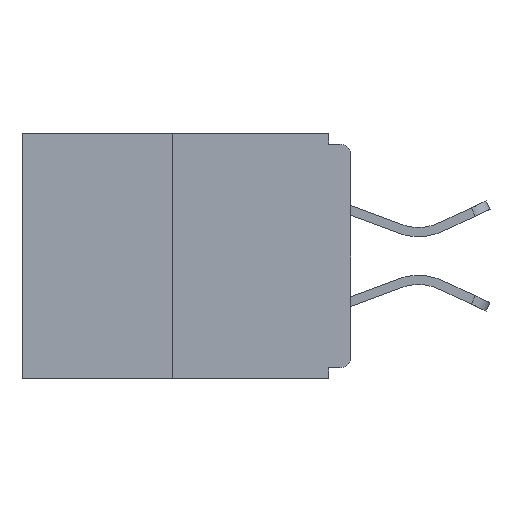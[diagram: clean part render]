
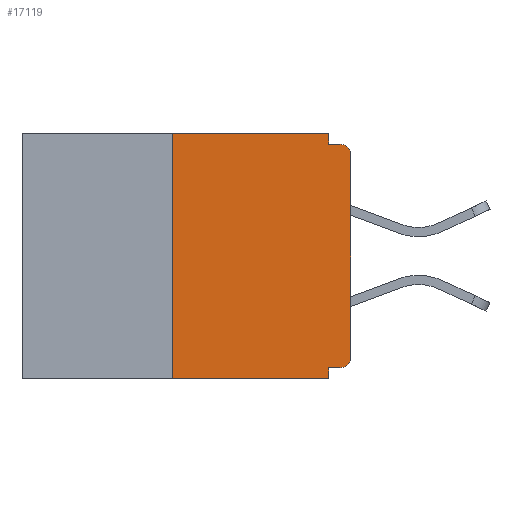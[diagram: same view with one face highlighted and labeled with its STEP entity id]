
A CAD part, left-side view. The second image highlights one B-rep face of the part: STEP entity #17119.
In plain terms, the highlighted planar face has unit normal (-1, 0, 0).
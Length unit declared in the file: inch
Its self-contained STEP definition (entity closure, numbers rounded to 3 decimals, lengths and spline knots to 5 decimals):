
#534 = EDGE_CURVE ( 'NONE', #20938, #1083, #22600, .T. ) ;
#1055 = CARTESIAN_POINT ( 'NONE',  ( 0., 0.015, -0.328 ) ) ;
#1083 = VERTEX_POINT ( 'NONE', #22112 ) ;
#2046 = CARTESIAN_POINT ( 'NONE',  ( 0., 0.031, 0. ) ) ;
#2137 = ORIENTED_EDGE ( 'NONE', *, *, #11599, .T. ) ;
#2543 = CIRCLE ( 'NONE', #20773, 0.015 ) ;
#2545 = CARTESIAN_POINT ( 'NONE',  ( 0., 0., -0.328 ) ) ;
#2622 = FACE_OUTER_BOUND ( 'NONE', #16865, .T. ) ;
#3845 = LINE ( 'NONE', #4090, #8592 ) ;
#4090 = CARTESIAN_POINT ( 'NONE',  ( 0., 0.46, -0.343 ) ) ;
#4331 = CARTESIAN_POINT ( 'NONE',  ( 0., 0.46, 0. ) ) ;
#4450 = EDGE_CURVE ( 'NONE', #13377, #12023, #19790, .T. ) ;
#4937 = CARTESIAN_POINT ( 'NONE',  ( 0., 0.015, -0.313 ) ) ;
#6134 = DIRECTION ( 'NONE',  ( -1., 0., 0. ) ) ;
#6841 = CARTESIAN_POINT ( 'NONE',  ( 0., 0.031, -0.015 ) ) ;
#6877 = DIRECTION ( 'NONE',  ( -1., 0., 0. ) ) ;
#6964 = LINE ( 'NONE', #16666, #19696 ) ;
#7144 = ORIENTED_EDGE ( 'NONE', *, *, #20099, .F. ) ;
#7380 = ORIENTED_EDGE ( 'NONE', *, *, #12351, .F. ) ;
#7865 = CARTESIAN_POINT ( 'NONE',  ( 0., 0.015, -0.03 ) ) ;
#8299 = CARTESIAN_POINT ( 'NONE',  ( 0., 0.25, 0. ) ) ;
#8300 = ORIENTED_EDGE ( 'NONE', *, *, #534, .F. ) ;
#8408 = ORIENTED_EDGE ( 'NONE', *, *, #4450, .T. ) ;
#8539 = VECTOR ( 'NONE', #20223, 39.37008 ) ;
#8592 = VECTOR ( 'NONE', #18433, 39.37008 ) ;
#9446 = EDGE_CURVE ( 'NONE', #16443, #23282, #3845, .T. ) ;
#9742 = ORIENTED_EDGE ( 'NONE', *, *, #9446, .T. ) ;
#9850 = DIRECTION ( 'NONE',  ( 0., -1., 0. ) ) ;
#10308 = PLANE ( 'NONE',  #17655 ) ;
#10907 = VERTEX_POINT ( 'NONE', #1055 ) ;
#11060 = VECTOR ( 'NONE', #22371, 39.37008 ) ;
#11078 = DIRECTION ( 'NONE',  ( 0., 0., -1. ) ) ;
#11124 = CARTESIAN_POINT ( 'NONE',  ( 0., 0., -0.03 ) ) ;
#11598 = VECTOR ( 'NONE', #18286, 39.37008 ) ;
#11599 = EDGE_CURVE ( 'NONE', #12023, #1083, #17870, .T. ) ;
#11706 = CARTESIAN_POINT ( 'NONE',  ( 0., 0., -0.313 ) ) ;
#11954 = EDGE_CURVE ( 'NONE', #16443, #16343, #20211, .T. ) ;
#12023 = VERTEX_POINT ( 'NONE', #11124 ) ;
#12351 = EDGE_CURVE ( 'NONE', #14626, #23282, #6964, .T. ) ;
#12375 = CARTESIAN_POINT ( 'NONE',  ( 0., 0.031, -0.343 ) ) ;
#12601 = VECTOR ( 'NONE', #9850, 39.37008 ) ;
#12642 = ORIENTED_EDGE ( 'NONE', *, *, #11954, .F. ) ;
#12866 = EDGE_CURVE ( 'NONE', #17092, #20938, #19126, .T. ) ;
#13377 = VERTEX_POINT ( 'NONE', #11706 ) ;
#13578 = DIRECTION ( 'NONE',  ( 0., 0., -1. ) ) ;
#14332 = ORIENTED_EDGE ( 'NONE', *, *, #16637, .F. ) ;
#14626 = VERTEX_POINT ( 'NONE', #22397 ) ;
#14660 = DIRECTION ( 'NONE',  ( 0., 0., -1. ) ) ;
#15038 = CARTESIAN_POINT ( 'NONE',  ( 0., 0.031, 0. ) ) ;
#15279 = DIRECTION ( 'NONE',  ( 0., 0., -1. ) ) ;
#16118 = ORIENTED_EDGE ( 'NONE', *, *, #17248, .T. ) ;
#16254 = LINE ( 'NONE', #23547, #8539 ) ;
#16343 = VERTEX_POINT ( 'NONE', #8299 ) ;
#16443 = VERTEX_POINT ( 'NONE', #23857 ) ;
#16637 = EDGE_CURVE ( 'NONE', #10907, #14626, #21006, .T. ) ;
#16666 = CARTESIAN_POINT ( 'NONE',  ( 0., 0.031, -0.343 ) ) ;
#16865 = EDGE_LOOP ( 'NONE', ( #7144, #12642, #9742, #7380, #14332, #16118, #8408, #2137, #8300, #19358 ) ) ;
#17092 = VERTEX_POINT ( 'NONE', #2046 ) ;
#17119 = ADVANCED_FACE ( 'NONE', ( #2622 ), #10308, .F. ) ;
#17248 = EDGE_CURVE ( 'NONE', #10907, #13377, #2543, .T. ) ;
#17655 = AXIS2_PLACEMENT_3D ( 'NONE', #4331, #19131, #13578 ) ;
#17870 = CIRCLE ( 'NONE', #22514, 0.015 ) ;
#17983 = DIRECTION ( 'NONE',  ( 0., 0., 1. ) ) ;
#18102 = CARTESIAN_POINT ( 'NONE',  ( 0., 0., 0. ) ) ;
#18286 = DIRECTION ( 'NONE',  ( 0., 0., 1. ) ) ;
#18433 = DIRECTION ( 'NONE',  ( 0., -1., 0. ) ) ;
#18915 = CARTESIAN_POINT ( 'NONE',  ( 0., 0., -0.015 ) ) ;
#19126 = LINE ( 'NONE', #15038, #21669 ) ;
#19131 = DIRECTION ( 'NONE',  ( 1., 0., 0. ) ) ;
#19358 = ORIENTED_EDGE ( 'NONE', *, *, #12866, .F. ) ;
#19494 = VECTOR ( 'NONE', #17983, 39.37008 ) ;
#19696 = VECTOR ( 'NONE', #11078, 39.37008 ) ;
#19790 = LINE ( 'NONE', #18102, #19494 ) ;
#19864 = CARTESIAN_POINT ( 'NONE',  ( 0., 0.25, 0. ) ) ;
#20099 = EDGE_CURVE ( 'NONE', #16343, #17092, #16254, .T. ) ;
#20211 = LINE ( 'NONE', #19864, #11598 ) ;
#20223 = DIRECTION ( 'NONE',  ( 0., -1., 0. ) ) ;
#20773 = AXIS2_PLACEMENT_3D ( 'NONE', #4937, #6877, #14660 ) ;
#20938 = VERTEX_POINT ( 'NONE', #6841 ) ;
#21006 = LINE ( 'NONE', #2545, #11060 ) ;
#21669 = VECTOR ( 'NONE', #22579, 39.37008 ) ;
#22112 = CARTESIAN_POINT ( 'NONE',  ( 0., 0.015, -0.015 ) ) ;
#22371 = DIRECTION ( 'NONE',  ( 0., 1., 0. ) ) ;
#22397 = CARTESIAN_POINT ( 'NONE',  ( 0., 0.031, -0.328 ) ) ;
#22514 = AXIS2_PLACEMENT_3D ( 'NONE', #7865, #6134, #15279 ) ;
#22579 = DIRECTION ( 'NONE',  ( 0., 0., -1. ) ) ;
#22600 = LINE ( 'NONE', #18915, #12601 ) ;
#23282 = VERTEX_POINT ( 'NONE', #12375 ) ;
#23547 = CARTESIAN_POINT ( 'NONE',  ( 0., 0.46, 0. ) ) ;
#23857 = CARTESIAN_POINT ( 'NONE',  ( 0., 0.25, -0.343 ) ) ;
